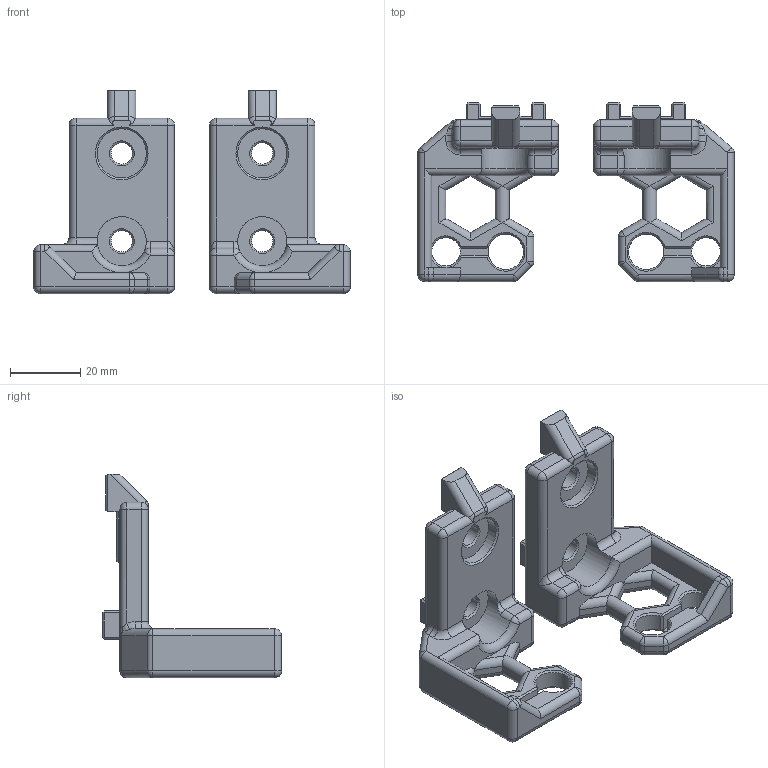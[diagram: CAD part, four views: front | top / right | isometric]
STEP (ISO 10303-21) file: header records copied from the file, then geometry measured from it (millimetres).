
FILE_DESCRIPTION(/* description */ (''),/* implementation_level */ '2;1');
FILE_NAME(/* name */ 'Z-TopMount-1x-2.0.step',/* time_stamp */ '2018-02-24T20:03:44+01:00',/* author */ ('wolfgang.schadow'),/* organization */ (''),/* preprocessor_version */ 'ST-DEVELOPER v16.13',/* originating_system */ 'Autodesk Translation Framework v6.5.0.72',/* authorisation */ '');
FILE_SCHEMA (('AUTOMOTIVE_DESIGN { 1 0 10303 214 3 1 1 }'));
Length unit declared in the file: millimetre
Products named in the file (1): Z-TopMount-1x-1.1 v2
Bounding box: 90 x 51 x 58 mm (x, y, z)
Volume: 40092 mm3; surface area: 16960.4 mm2
Topology: 2 solids, 2 shells, 406 faces, 922 edges, 506 vertices
Faces by surface type: plane 194, cylinder 132, sphere 38, cone 20, bspline 16, torus 6
Full cylindrical faces by diameter (mm): 6.1 x4, 8.1 x2, 10 x2, 14 x4
Entity records: 11854 total; most frequent: CARTESIAN_POINT 2787, DIRECTION 1956, ORIENTED_EDGE 1832, EDGE_CURVE 916, AXIS2_PLACEMENT_3D 687, LINE 582, VECTOR 582, VERTEX_POINT 506
